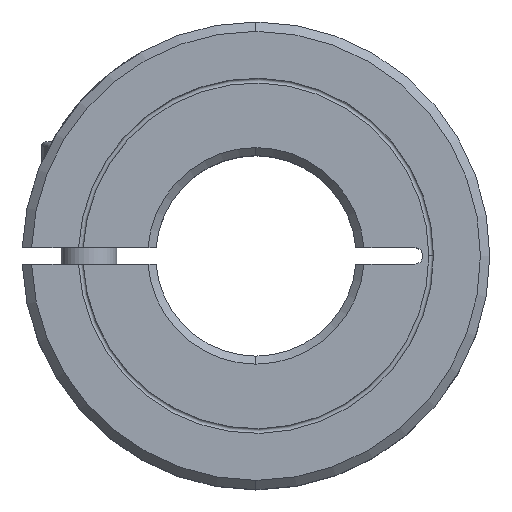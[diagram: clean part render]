
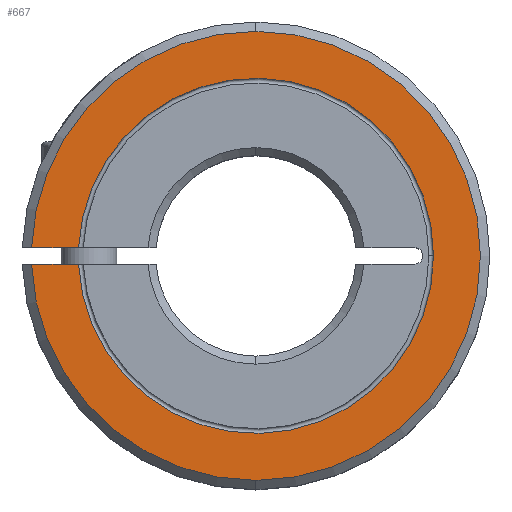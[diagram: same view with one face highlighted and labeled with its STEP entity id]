
A CAD part, top view. The second image highlights one B-rep face of the part: STEP entity #667.
In plain terms, the highlighted planar face has unit normal (0, 0, 1).
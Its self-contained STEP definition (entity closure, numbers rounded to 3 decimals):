
#437=EDGE_CURVE('',#505,#593,#1171,.T.);
#451=EDGE_CURVE('',#1013,#833,#1185,.T.);
#505=VERTEX_POINT('',#1243);
#563=EDGE_CURVE('',#593,#707,#1307,.T.);
#593=VERTEX_POINT('',#1343);
#667=ADVANCED_FACE('',(#1427),#1428,.T.);
#707=VERTEX_POINT('',#1472);
#755=EDGE_CURVE('',#707,#931,#1525,.T.);
#815=EDGE_CURVE('',#833,#957,#1593,.T.);
#833=VERTEX_POINT('',#1614);
#897=EDGE_CURVE('',#1013,#505,#1685,.T.);
#921=EDGE_CURVE('',#957,#931,#1712,.T.);
#931=VERTEX_POINT('',#1724);
#957=VERTEX_POINT('',#1751);
#1013=VERTEX_POINT('',#1812);
#1171=CIRCLE('',#1995,15.945);
#1185=CIRCLE('',#2027,20.16);
#1243=CARTESIAN_POINT('',(-15.928,0.735,15.0));
#1307=CIRCLE('',#2233,15.945);
#1343=CARTESIAN_POINT('',(15.945,0.,15.0));
#1427=FACE_OUTER_BOUND('',#2391,.T.);
#1428=PLANE('',#2392);
#1472=CARTESIAN_POINT('',(-15.928,-0.735,15.0));
#1525=LINE('',#2541,#2542);
#1593=CIRCLE('',#2641,20.16);
#1614=CARTESIAN_POINT('',(0.,20.16,15.0));
#1685=LINE('',#2802,#2803);
#1712=CIRCLE('',#2838,20.16);
#1724=CARTESIAN_POINT('',(-20.147,-0.735,15.0));
#1751=CARTESIAN_POINT('',(0.,-20.16,15.0));
#1812=CARTESIAN_POINT('',(-20.147,0.735,15.0));
#1995=AXIS2_PLACEMENT_3D('',#3269,#3270,#3271);
#2027=AXIS2_PLACEMENT_3D('',#3278,#3279,#3280);
#2233=AXIS2_PLACEMENT_3D('',#3415,#3416,#3417);
#2391=EDGE_LOOP('',(#3587,#3588,#3589,#3590,#3591,#3592,#3593));
#2392=AXIS2_PLACEMENT_3D('',#3594,#3595,#3596);
#2541=CARTESIAN_POINT('',(-1.934,-0.735,15.0));
#2542=VECTOR('',#3711,1.0);
#2641=AXIS2_PLACEMENT_3D('',#3796,#3797,#3798);
#2802=CARTESIAN_POINT('',(-1.934,0.735,15.0));
#2803=VECTOR('',#3907,1.0);
#2838=AXIS2_PLACEMENT_3D('',#3938,#3939,#3940);
#3269=CARTESIAN_POINT('',(0.,0.,15.0));
#3270=DIRECTION('',(0.,0.,-1.0));
#3271=DIRECTION('',(1.0,0.,0.));
#3278=CARTESIAN_POINT('',(0.,0.0,15.0));
#3279=DIRECTION('',(0.,0.0,-1.0));
#3280=DIRECTION('',(0.0,1.0,0.0));
#3415=CARTESIAN_POINT('',(0.,0.,15.0));
#3416=DIRECTION('',(0.,0.,-1.0));
#3417=DIRECTION('',(1.0,0.,0.));
#3587=ORIENTED_EDGE('',*,*,#755,.T.);
#3588=ORIENTED_EDGE('',*,*,#921,.F.);
#3589=ORIENTED_EDGE('',*,*,#815,.F.);
#3590=ORIENTED_EDGE('',*,*,#451,.F.);
#3591=ORIENTED_EDGE('',*,*,#897,.T.);
#3592=ORIENTED_EDGE('',*,*,#437,.T.);
#3593=ORIENTED_EDGE('',*,*,#563,.T.);
#3594=CARTESIAN_POINT('',(0.,14.94,15.0));
#3595=DIRECTION('',(0.,0.,1.0));
#3596=DIRECTION('',(0.,-1.0,0.));
#3711=DIRECTION('',(-1.0,0.0,0.));
#3796=CARTESIAN_POINT('',(0.,0.0,15.0));
#3797=DIRECTION('',(0.,0.0,-1.0));
#3798=DIRECTION('',(0.0,1.0,0.0));
#3907=DIRECTION('',(1.0,0.0,0.));
#3938=CARTESIAN_POINT('',(0.,0.0,15.0));
#3939=DIRECTION('',(0.,0.0,-1.0));
#3940=DIRECTION('',(0.0,1.0,0.0));
